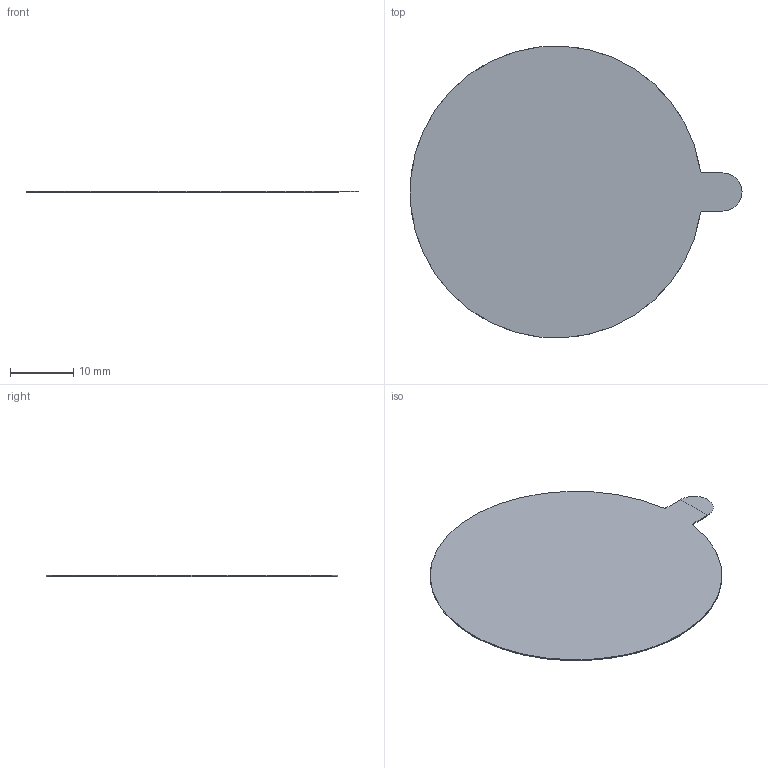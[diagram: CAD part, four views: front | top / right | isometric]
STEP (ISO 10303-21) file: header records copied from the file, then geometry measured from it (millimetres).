
FILE_DESCRIPTION (( 'STEP AP214' ), '1' );
FILE_NAME ('FXC.46.B.dg_Web.STEP', '2024-05-27T08:14:03', ( '' ), ( '' ), 'SwSTEP 2.0', 'SolidWorks 2022', '' );
FILE_SCHEMA (( 'AUTOMOTIVE_DESIGN' ));
Length unit declared in the file: millimetre
Products named in the file (1): FXC.46.B.dg_Web
Bounding box: 52.3 x 46 x 0.17 mm (x, y, z)
Volume: 290.2 mm3; surface area: 6743 mm2
Topology: 2 solids, 2 shells, 561 faces, 1504 edges, 1002 vertices
Faces by surface type: plane 337, bspline 219, cylinder 5
Full cylindrical faces by diameter (mm): 46 x1
Entity records: 28183 total; most frequent: CARTESIAN_POINT 9422, ORIENTED_EDGE 3006, DIRECTION 1761, EDGE_CURVE 1503, VECTOR 1055, LINE 1055, VERTEX_POINT 1002, EDGE_LOOP 617
